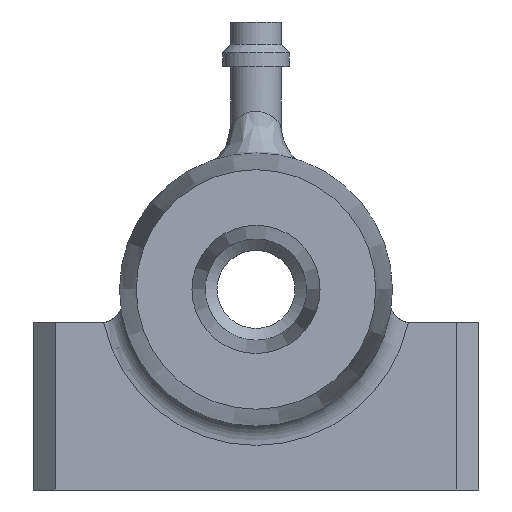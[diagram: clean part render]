
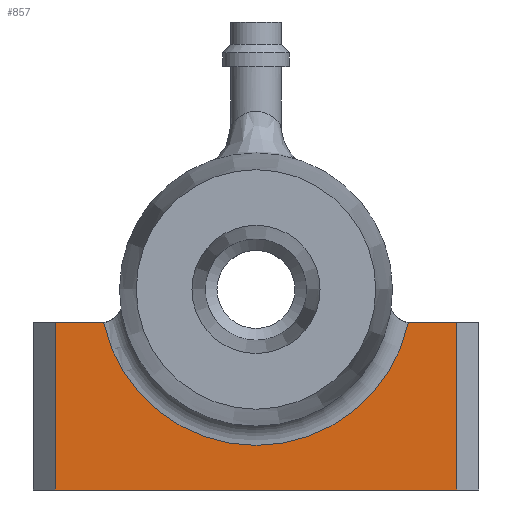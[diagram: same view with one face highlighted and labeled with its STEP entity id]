
A CAD part, front view. The second image highlights one B-rep face of the part: STEP entity #857.
In plain terms, the highlighted planar face has unit normal (0, -1, 0).
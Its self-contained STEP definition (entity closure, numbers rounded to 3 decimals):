
#26=PLANE('',#955);
#107=FACE_OUTER_BOUND('',#163,.T.);
#163=EDGE_LOOP('',(#689,#690,#691,#692,#693,#694,#695,#696));
#226=LINE('',#1658,#281);
#229=LINE('',#1664,#284);
#230=LINE('',#1666,#285);
#231=LINE('',#1668,#286);
#232=LINE('',#1669,#287);
#281=VECTOR('',#1145,10.);
#284=VECTOR('',#1150,10.);
#285=VECTOR('',#1151,10.);
#286=VECTOR('',#1152,10.);
#287=VECTOR('',#1153,10.);
#340=CIRCLE('',#948,14.);
#341=CIRCLE('',#950,2.);
#342=CIRCLE('',#952,2.);
#408=VERTEX_POINT('',#1554);
#409=VERTEX_POINT('',#1555);
#410=VERTEX_POINT('',#1586);
#416=VERTEX_POINT('',#1652);
#417=VERTEX_POINT('',#1657);
#419=VERTEX_POINT('',#1663);
#420=VERTEX_POINT('',#1665);
#421=VERTEX_POINT('',#1667);
#505=EDGE_CURVE('',#408,#409,#340,.T.);
#508=EDGE_CURVE('',#409,#410,#341,.T.);
#516=EDGE_CURVE('',#416,#408,#342,.T.);
#518=EDGE_CURVE('',#417,#410,#226,.T.);
#521=EDGE_CURVE('',#416,#419,#229,.T.);
#522=EDGE_CURVE('',#420,#419,#230,.T.);
#523=EDGE_CURVE('',#420,#421,#231,.T.);
#524=EDGE_CURVE('',#417,#421,#232,.T.);
#689=ORIENTED_EDGE('',*,*,#505,.F.);
#690=ORIENTED_EDGE('',*,*,#516,.F.);
#691=ORIENTED_EDGE('',*,*,#521,.T.);
#692=ORIENTED_EDGE('',*,*,#522,.F.);
#693=ORIENTED_EDGE('',*,*,#523,.T.);
#694=ORIENTED_EDGE('',*,*,#524,.F.);
#695=ORIENTED_EDGE('',*,*,#518,.T.);
#696=ORIENTED_EDGE('',*,*,#508,.F.);
#857=ADVANCED_FACE('',(#107),#26,.T.);
#948=AXIS2_PLACEMENT_3D('',#1556,#1127,#1128);
#950=AXIS2_PLACEMENT_3D('',#1587,#1131,#1132);
#952=AXIS2_PLACEMENT_3D('',#1654,#1139,#1140);
#955=AXIS2_PLACEMENT_3D('',#1662,#1148,#1149);
#1127=DIRECTION('center_axis',(0.,-1.,0.));
#1128=DIRECTION('ref_axis',(0.,0.,-1.));
#1131=DIRECTION('center_axis',(0.,-1.,0.));
#1132=DIRECTION('ref_axis',(-0.732,0.,-0.681));
#1139=DIRECTION('center_axis',(0.,-1.,0.));
#1140=DIRECTION('ref_axis',(0.732,0.,-0.681));
#1145=DIRECTION('',(-1.,0.,0.));
#1148=DIRECTION('center_axis',(0.,-1.,0.));
#1149=DIRECTION('ref_axis',(1.,0.,0.));
#1150=DIRECTION('',(-1.,0.,0.));
#1151=DIRECTION('',(0.,0.,1.));
#1152=DIRECTION('',(1.,0.,0.));
#1153=DIRECTION('',(0.,0.,-1.));
#1554=CARTESIAN_POINT('',(-13.679,-30.,-2.98));
#1555=CARTESIAN_POINT('',(13.679,-30.,-2.98));
#1556=CARTESIAN_POINT('Origin',(0.,-30.,0.));
#1586=CARTESIAN_POINT('',(13.964,-30.,-3.));
#1587=CARTESIAN_POINT('Origin',(13.964,-30.,-1.));
#1652=CARTESIAN_POINT('',(-13.964,-30.,-3.));
#1654=CARTESIAN_POINT('Origin',(-13.964,-30.,-1.));
#1657=CARTESIAN_POINT('',(18.,-30.,-3.));
#1658=CARTESIAN_POINT('',(20.,-30.,-3.));
#1662=CARTESIAN_POINT('Origin',(0.,-30.,-6.5));
#1663=CARTESIAN_POINT('',(-18.,-30.,-3.));
#1664=CARTESIAN_POINT('',(20.,-30.,-3.));
#1665=CARTESIAN_POINT('',(-18.,-30.,-18.));
#1666=CARTESIAN_POINT('',(-18.,-30.,-4.75));
#1667=CARTESIAN_POINT('',(18.,-30.,-18.));
#1668=CARTESIAN_POINT('',(-20.,-30.,-18.));
#1669=CARTESIAN_POINT('',(18.,-30.,-12.25));
